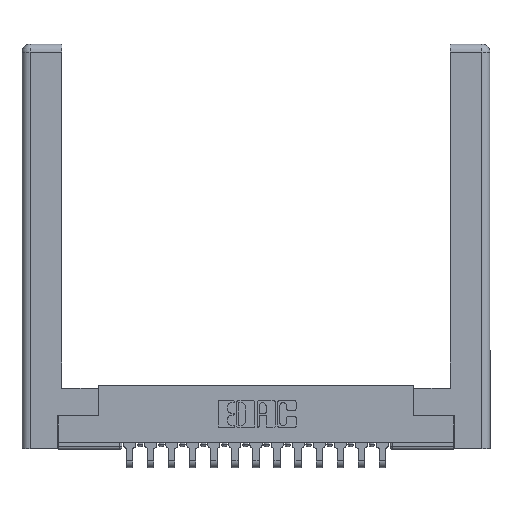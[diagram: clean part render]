
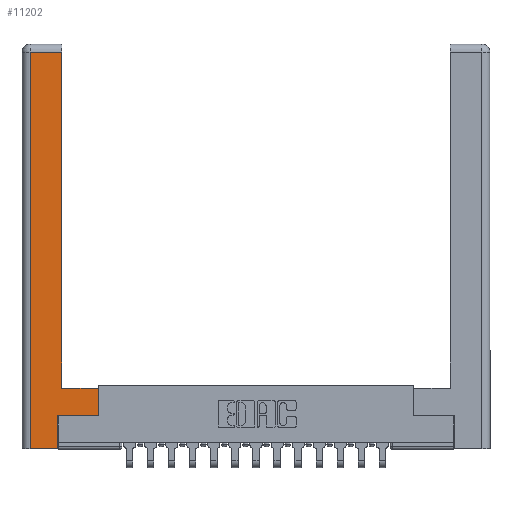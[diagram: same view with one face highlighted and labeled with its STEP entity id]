
A CAD part, top view. The second image highlights one B-rep face of the part: STEP entity #11202.
In plain terms, the highlighted planar face has unit normal (0, 0, 1).
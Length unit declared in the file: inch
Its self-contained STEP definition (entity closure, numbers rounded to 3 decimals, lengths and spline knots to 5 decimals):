
#50 = DIRECTION ( 'NONE',  ( 0., 1., 0. ) ) ;
#88 = ORIENTED_EDGE ( 'NONE', *, *, #1683, .T. ) ;
#236 = DIRECTION ( 'NONE',  ( -1., 0., 0. ) ) ;
#264 = ORIENTED_EDGE ( 'NONE', *, *, #5453, .T. ) ;
#919 = VERTEX_POINT ( 'NONE', #2876 ) ;
#1102 = VERTEX_POINT ( 'NONE', #11793 ) ;
#1212 = DIRECTION ( 'NONE',  ( -1., 0., 0. ) ) ;
#1220 = VECTOR ( 'NONE', #50, 39.37008 ) ;
#1654 = EDGE_CURVE ( 'NONE', #1102, #14524, #2017, .T. ) ;
#1683 = EDGE_CURVE ( 'NONE', #7571, #6929, #3276, .T. ) ;
#2017 = LINE ( 'NONE', #14433, #4584 ) ;
#2055 = LINE ( 'NONE', #7246, #15787 ) ;
#2746 = ORIENTED_EDGE ( 'NONE', *, *, #15700, .T. ) ;
#2876 = CARTESIAN_POINT ( 'NONE',  ( 0.565, 0.245, 0. ) ) ;
#2969 = CARTESIAN_POINT ( 'NONE',  ( 0.295, 0.45, 0. ) ) ;
#3191 = ORIENTED_EDGE ( 'NONE', *, *, #9628, .T. ) ;
#3276 = LINE ( 'NONE', #10602, #16331 ) ;
#3723 = ORIENTED_EDGE ( 'NONE', *, *, #1654, .T. ) ;
#4584 = VECTOR ( 'NONE', #17318, 39.37008 ) ;
#4680 = VECTOR ( 'NONE', #11256, 39.37008 ) ;
#4855 = CARTESIAN_POINT ( 'NONE',  ( 0.265, 0., 0. ) ) ;
#5187 = CARTESIAN_POINT ( 'NONE',  ( 0.0615, 2.94, 0. ) ) ;
#5453 = EDGE_CURVE ( 'NONE', #13664, #8480, #11715, .T. ) ;
#5968 = CARTESIAN_POINT ( 'NONE',  ( 0.0615, 0., 0. ) ) ;
#6447 = PLANE ( 'NONE',  #15824 ) ;
#6461 = VECTOR ( 'NONE', #1212, 39.37008 ) ;
#6871 = VECTOR ( 'NONE', #13456, 39.37008 ) ;
#6929 = VERTEX_POINT ( 'NONE', #16358 ) ;
#7246 = CARTESIAN_POINT ( 'NONE',  ( 0.295, 0.45, 0. ) ) ;
#7571 = VERTEX_POINT ( 'NONE', #2969 ) ;
#7914 = EDGE_LOOP ( 'NONE', ( #88, #2746, #264, #11367, #3723, #15267, #3191, #8133 ) ) ;
#8046 = CARTESIAN_POINT ( 'NONE',  ( 0.0615, 0., 0. ) ) ;
#8133 = ORIENTED_EDGE ( 'NONE', *, *, #14741, .T. ) ;
#8315 = FACE_OUTER_BOUND ( 'NONE', #7914, .T. ) ;
#8480 = VERTEX_POINT ( 'NONE', #5968 ) ;
#8596 = EDGE_CURVE ( 'NONE', #14524, #919, #14788, .T. ) ;
#8677 = EDGE_CURVE ( 'NONE', #8480, #1102, #14343, .T. ) ;
#9628 = EDGE_CURVE ( 'NONE', #919, #12047, #10096, .T. ) ;
#9929 = CARTESIAN_POINT ( 'NONE',  ( 0.565, 0.245, 0. ) ) ;
#10096 = LINE ( 'NONE', #12075, #1220 ) ;
#10345 = DIRECTION ( 'NONE',  ( 0., 0., -1. ) ) ;
#10357 = CARTESIAN_POINT ( 'NONE',  ( 0.565, 0.45, 0. ) ) ;
#10602 = CARTESIAN_POINT ( 'NONE',  ( 0.295, 3., 0. ) ) ;
#11202 = ADVANCED_FACE ( 'NONE', ( #8315 ), #6447, .F. ) ;
#11256 = DIRECTION ( 'NONE',  ( 1., 0., 0. ) ) ;
#11367 = ORIENTED_EDGE ( 'NONE', *, *, #8677, .T. ) ;
#11715 = LINE ( 'NONE', #8046, #6871 ) ;
#11793 = CARTESIAN_POINT ( 'NONE',  ( 0.265, 0., 0. ) ) ;
#12047 = VERTEX_POINT ( 'NONE', #10357 ) ;
#12075 = CARTESIAN_POINT ( 'NONE',  ( 0.565, 0.45, 0. ) ) ;
#12898 = DIRECTION ( 'NONE',  ( 1., 0., 0. ) ) ;
#13228 = CARTESIAN_POINT ( 'NONE',  ( 0., 0., 0. ) ) ;
#13255 = DIRECTION ( 'NONE',  ( 0., 1., 0. ) ) ;
#13456 = DIRECTION ( 'NONE',  ( 0., -1., 0. ) ) ;
#13497 = VECTOR ( 'NONE', #12898, 39.37008 ) ;
#13664 = VERTEX_POINT ( 'NONE', #16765 ) ;
#14343 = LINE ( 'NONE', #4855, #13497 ) ;
#14433 = CARTESIAN_POINT ( 'NONE',  ( 0.265, 0.245, 0. ) ) ;
#14524 = VERTEX_POINT ( 'NONE', #15733 ) ;
#14592 = DIRECTION ( 'NONE',  ( -1., 0., 0. ) ) ;
#14741 = EDGE_CURVE ( 'NONE', #12047, #7571, #2055, .T. ) ;
#14788 = LINE ( 'NONE', #9929, #4680 ) ;
#15267 = ORIENTED_EDGE ( 'NONE', *, *, #8596, .T. ) ;
#15348 = LINE ( 'NONE', #5187, #6461 ) ;
#15700 = EDGE_CURVE ( 'NONE', #6929, #13664, #15348, .T. ) ;
#15733 = CARTESIAN_POINT ( 'NONE',  ( 0.265, 0.245, 0. ) ) ;
#15787 = VECTOR ( 'NONE', #236, 39.37008 ) ;
#15824 = AXIS2_PLACEMENT_3D ( 'NONE', #13228, #10345, #14592 ) ;
#16331 = VECTOR ( 'NONE', #13255, 39.37008 ) ;
#16358 = CARTESIAN_POINT ( 'NONE',  ( 0.295, 2.94, 0. ) ) ;
#16765 = CARTESIAN_POINT ( 'NONE',  ( 0.0615, 2.94, 0. ) ) ;
#17318 = DIRECTION ( 'NONE',  ( 0., 1., 0. ) ) ;
